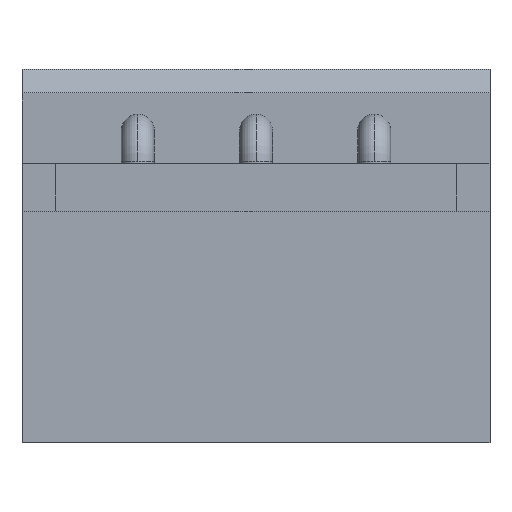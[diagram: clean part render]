
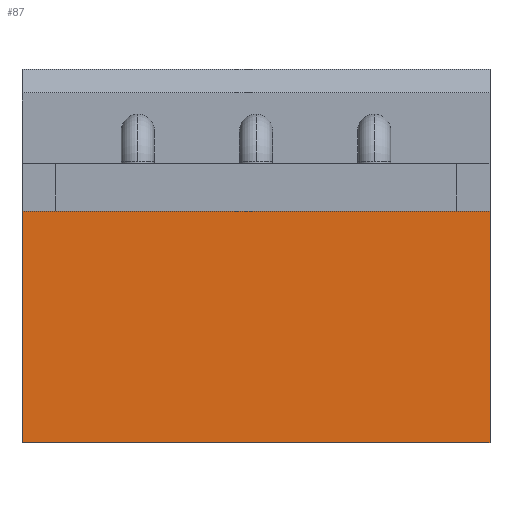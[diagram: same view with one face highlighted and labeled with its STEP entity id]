
A CAD part, front view. The second image highlights one B-rep face of the part: STEP entity #87.
In plain terms, the highlighted planar face has unit normal (0, -1, 0).
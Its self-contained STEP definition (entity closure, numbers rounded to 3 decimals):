
#87=ADVANCED_FACE('',(#228),#229,.T.);
#228=FACE_OUTER_BOUND('',#525,.T.);
#229=PLANE('',#526);
#525=EDGE_LOOP('',(#1082,#1083,#1084,#1085));
#526=AXIS2_PLACEMENT_3D('',#1086,#1087,#1088);
#1082=ORIENTED_EDGE('',*,*,#1663,.F.);
#1083=ORIENTED_EDGE('',*,*,#1637,.T.);
#1084=ORIENTED_EDGE('',*,*,#1647,.T.);
#1085=ORIENTED_EDGE('',*,*,#1612,.T.);
#1086=CARTESIAN_POINT('',(0.0,-3.1,0.0));
#1087=DIRECTION('',(0.0,-1.0,0.0));
#1088=DIRECTION('',(0.0,0.0,-1.0));
#1612=EDGE_CURVE('',#1966,#1964,#1967,.T.);
#1637=EDGE_CURVE('',#2011,#2009,#2012,.T.);
#1647=EDGE_CURVE('',#2009,#1966,#2027,.T.);
#1663=EDGE_CURVE('',#2011,#1964,#2050,.T.);
#1964=VERTEX_POINT('',#2495);
#1966=VERTEX_POINT('',#2498);
#1967=LINE('',#2499,#2500);
#2009=VERTEX_POINT('',#2565);
#2011=VERTEX_POINT('',#2568);
#2012=LINE('',#2569,#2570);
#2027=LINE('',#2594,#2595);
#2050=LINE('',#2633,#2634);
#2495=CARTESIAN_POINT('',(7.45,-3.1,8.1));
#2498=CARTESIAN_POINT('',(7.45,-3.1,3.2));
#2499=CARTESIAN_POINT('',(7.45,-3.1,3.2));
#2500=VECTOR('',#2958,1.0);
#2565=CARTESIAN_POINT('',(-2.45,-3.1,3.2));
#2568=CARTESIAN_POINT('',(-2.45,-3.1,8.1));
#2569=CARTESIAN_POINT('',(-2.45,-3.1,11.1));
#2570=VECTOR('',#2983,1.0);
#2594=CARTESIAN_POINT('',(-2.45,-3.1,3.2));
#2595=VECTOR('',#2993,1.0);
#2633=CARTESIAN_POINT('',(-90.56,-3.1,8.1));
#2634=VECTOR('',#3009,1.0);
#2958=DIRECTION('',(0.,0.0,1.0));
#2983=DIRECTION('',(0.0,0.0,-1.0));
#2993=DIRECTION('',(1.0,0.0,0.));
#3009=DIRECTION('',(1.0,0.0,0.0));
